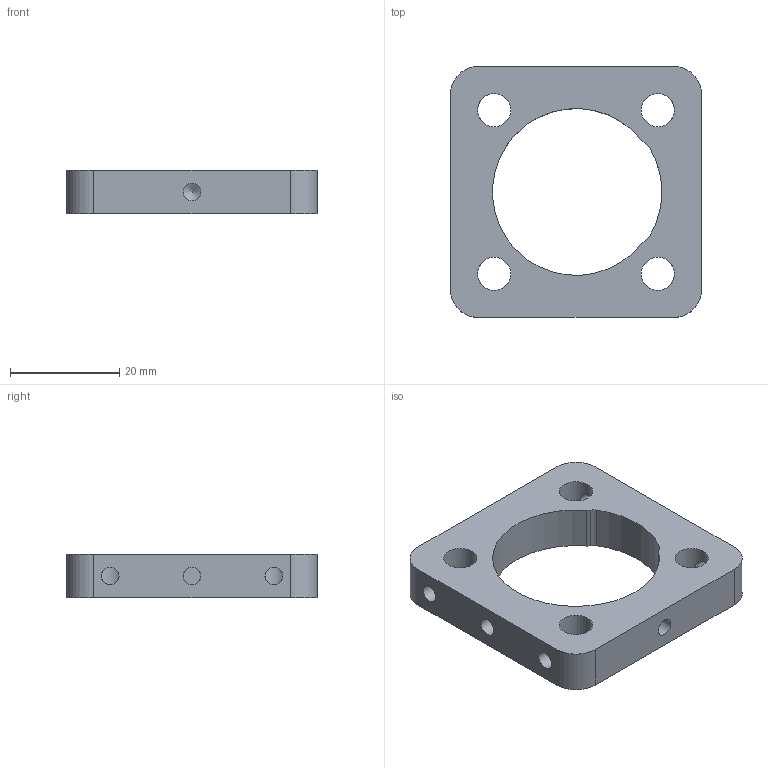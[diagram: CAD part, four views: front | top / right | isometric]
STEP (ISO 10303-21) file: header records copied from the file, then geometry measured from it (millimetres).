
FILE_DESCRIPTION(/* description */ (''),/* implementation_level */ '2;1');
FILE_NAME(/* name */ '30-BPN-30,48.stp',/* time_stamp */ '2024-10-09T15:14:41+03:00',/* author */ ('asidnin'),/* organization */ (''),/* preprocessor_version */ 'ST-DEVELOPER v18',/* originating_system */ 'Autodesk Inventor 2020',/* authorisation */ '');
FILE_SCHEMA (('AUTOMOTIVE_DESIGN { 1 0 10303 214 3 1 1 }'));
Length unit declared in the file: millimetre
Products named in the file (1): Пластина диам.
30 мм
Bounding box: 46 x 46 x 8 mm (x, y, z)
Volume: 9463.9 mm3; surface area: 5623 mm2
Topology: 1 solids, 1 shells, 29 faces, 101 edges, 72 vertices
Faces by surface type: cylinder 21, plane 6, cone 2
Full cylindrical faces by diameter (mm): 3.242 x6, 4.917 x1, 6.1 x4
Entity records: 1356 total; most frequent: CARTESIAN_POINT 373, ORIENTED_EDGE 198, DIRECTION 197, EDGE_CURVE 99, AXIS2_PLACEMENT_3D 80, VERTEX_POINT 72, CIRCLE 50, EDGE_LOOP 49
